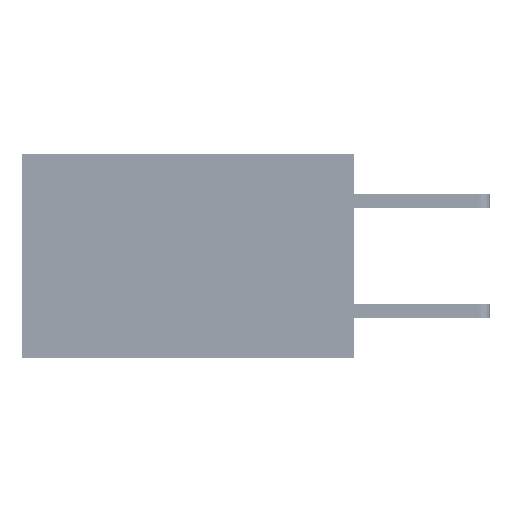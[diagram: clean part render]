
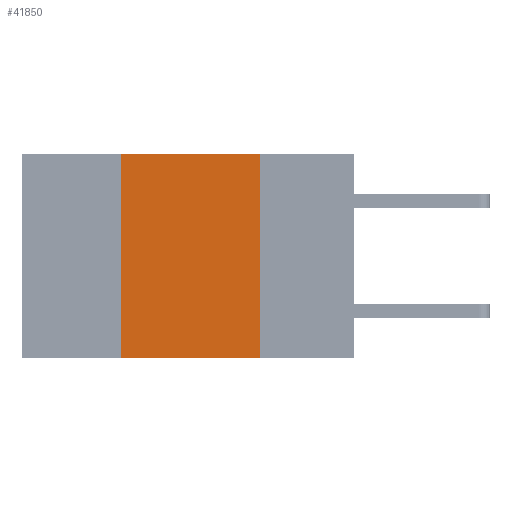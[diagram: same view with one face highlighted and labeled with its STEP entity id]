
A CAD part, left-side view. The second image highlights one B-rep face of the part: STEP entity #41850.
In plain terms, the highlighted planar face has unit normal (-1, 0, 0).
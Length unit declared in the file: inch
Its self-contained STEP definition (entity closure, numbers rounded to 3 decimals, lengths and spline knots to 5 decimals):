
#2110 = CARTESIAN_POINT ( 'NONE',  ( 0., 0.17, -0.37 ) ) ;
#2656 = DIRECTION ( 'NONE',  ( 0., 0., 1. ) ) ;
#3100 = FACE_OUTER_BOUND ( 'NONE', #3279, .T. ) ;
#3279 = EDGE_LOOP ( 'NONE', ( #44969, #24956, #4130, #14345 ) ) ;
#3633 = PLANE ( 'NONE',  #22029 ) ;
#4130 = ORIENTED_EDGE ( 'NONE', *, *, #42595, .F. ) ;
#6713 = LINE ( 'NONE', #27175, #41330 ) ;
#7207 = CARTESIAN_POINT ( 'NONE',  ( 0., 0.17, 0. ) ) ;
#9950 = EDGE_CURVE ( 'NONE', #36594, #45385, #32175, .T. ) ;
#11375 = VECTOR ( 'NONE', #48427, 39.37008 ) ;
#12144 = DIRECTION ( 'NONE',  ( 0., 0., -1. ) ) ;
#14345 = ORIENTED_EDGE ( 'NONE', *, *, #36743, .T. ) ;
#17809 = VECTOR ( 'NONE', #2656, 39.37008 ) ;
#22029 = AXIS2_PLACEMENT_3D ( 'NONE', #23829, #48579, #12144 ) ;
#22345 = LINE ( 'NONE', #26844, #17809 ) ;
#22732 = VECTOR ( 'NONE', #25970, 39.37008 ) ;
#22791 = EDGE_CURVE ( 'NONE', #38348, #36594, #45934, .T. ) ;
#22931 = DIRECTION ( 'NONE',  ( 0., -1., 0. ) ) ;
#23829 = CARTESIAN_POINT ( 'NONE',  ( 0., 0.6, 0. ) ) ;
#24956 = ORIENTED_EDGE ( 'NONE', *, *, #22791, .F. ) ;
#25970 = DIRECTION ( 'NONE',  ( 0., -1., 0. ) ) ;
#26844 = CARTESIAN_POINT ( 'NONE',  ( 0., 0.42, 0. ) ) ;
#27175 = CARTESIAN_POINT ( 'NONE',  ( 0., 0.6, -0.37 ) ) ;
#28683 = VERTEX_POINT ( 'NONE', #34430 ) ;
#29091 = CARTESIAN_POINT ( 'NONE',  ( 0., 0.17, 0. ) ) ;
#32175 = LINE ( 'NONE', #7207, #11375 ) ;
#34430 = CARTESIAN_POINT ( 'NONE',  ( 0., 0.42, -0.37 ) ) ;
#36594 = VERTEX_POINT ( 'NONE', #29091 ) ;
#36743 = EDGE_CURVE ( 'NONE', #28683, #45385, #6713, .T. ) ;
#38348 = VERTEX_POINT ( 'NONE', #46148 ) ;
#39424 = CARTESIAN_POINT ( 'NONE',  ( 0., 0.6, 0. ) ) ;
#41330 = VECTOR ( 'NONE', #22931, 39.37008 ) ;
#41850 = ADVANCED_FACE ( 'NONE', ( #3100 ), #3633, .F. ) ;
#42595 = EDGE_CURVE ( 'NONE', #28683, #38348, #22345, .T. ) ;
#44969 = ORIENTED_EDGE ( 'NONE', *, *, #9950, .F. ) ;
#45385 = VERTEX_POINT ( 'NONE', #2110 ) ;
#45934 = LINE ( 'NONE', #39424, #22732 ) ;
#46148 = CARTESIAN_POINT ( 'NONE',  ( 0., 0.42, 0. ) ) ;
#48427 = DIRECTION ( 'NONE',  ( 0., 0., -1. ) ) ;
#48579 = DIRECTION ( 'NONE',  ( 1., 0., 0. ) ) ;
